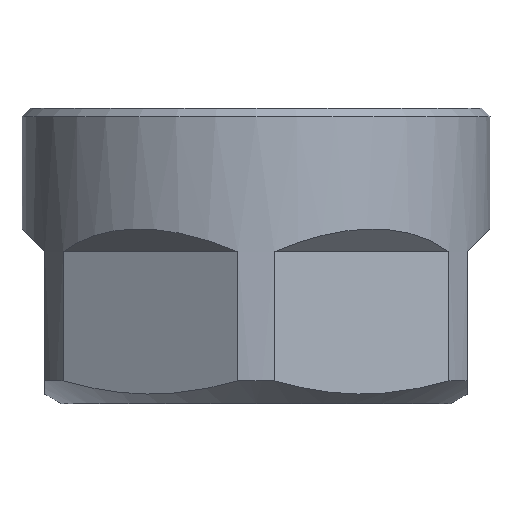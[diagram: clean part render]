
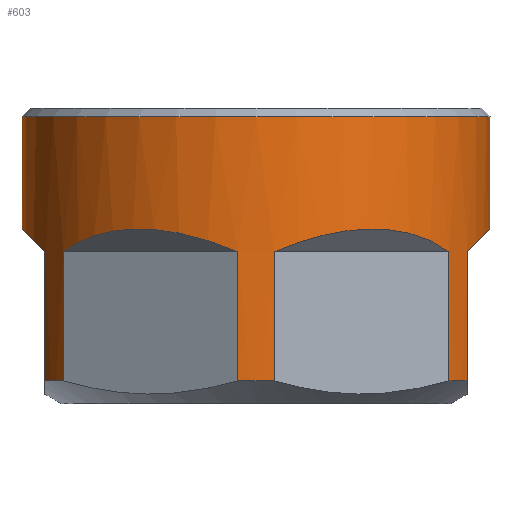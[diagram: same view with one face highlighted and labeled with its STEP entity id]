
A CAD part, left-side view. The second image highlights one B-rep face of the part: STEP entity #603.
In plain terms, the highlighted cylindrical face has radius 13.85 mm (diameter 27.7 mm), a full revolution.
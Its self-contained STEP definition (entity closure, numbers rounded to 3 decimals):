
#26=CYLINDRICAL_SURFACE('',#660,13.85);
#28=CIRCLE('',#625,13.85);
#29=CIRCLE('',#626,13.85);
#30=CIRCLE('',#627,13.85);
#31=CIRCLE('',#628,13.85);
#32=CIRCLE('',#629,13.85);
#33=CIRCLE('',#630,13.85);
#40=CIRCLE('',#643,13.85);
#51=ELLIPSE('',#612,19.587,13.85);
#52=ELLIPSE('',#615,19.587,13.85);
#53=ELLIPSE('',#618,19.587,13.85);
#54=ELLIPSE('',#621,19.587,13.85);
#55=ELLIPSE('',#659,19.587,13.85);
#56=ELLIPSE('',#661,19.587,13.85);
#57=LINE('',#798,#75);
#59=LINE('',#802,#77);
#61=LINE('',#816,#79);
#62=LINE('',#817,#80);
#64=LINE('',#831,#82);
#65=LINE('',#832,#83);
#67=LINE('',#846,#85);
#68=LINE('',#847,#86);
#70=LINE('',#861,#88);
#71=LINE('',#862,#89);
#72=LINE('',#919,#90);
#74=LINE('',#923,#92);
#75=VECTOR('',#667,1000.);
#77=VECTOR('',#669,1000.);
#79=VECTOR('',#677,1000.);
#80=VECTOR('',#678,1000.);
#82=VECTOR('',#686,1000.);
#83=VECTOR('',#687,1000.);
#85=VECTOR('',#695,1000.);
#86=VECTOR('',#696,1000.);
#88=VECTOR('',#704,1000.);
#89=VECTOR('',#705,1000.);
#90=VECTOR('',#776,1000.);
#92=VECTOR('',#778,1000.);
#166=ORIENTED_EDGE('',*,*,#231,.F.);
#167=ORIENTED_EDGE('',*,*,#218,.T.);
#168=ORIENTED_EDGE('',*,*,#196,.T.);
#169=ORIENTED_EDGE('',*,*,#242,.F.);
#170=ORIENTED_EDGE('',*,*,#194,.F.);
#171=ORIENTED_EDGE('',*,*,#224,.T.);
#172=ORIENTED_EDGE('',*,*,#201,.T.);
#173=ORIENTED_EDGE('',*,*,#198,.F.);
#174=ORIENTED_EDGE('',*,*,#200,.F.);
#175=ORIENTED_EDGE('',*,*,#223,.T.);
#176=ORIENTED_EDGE('',*,*,#206,.T.);
#177=ORIENTED_EDGE('',*,*,#203,.F.);
#178=ORIENTED_EDGE('',*,*,#205,.F.);
#179=ORIENTED_EDGE('',*,*,#222,.T.);
#180=ORIENTED_EDGE('',*,*,#211,.T.);
#181=ORIENTED_EDGE('',*,*,#208,.F.);
#182=ORIENTED_EDGE('',*,*,#210,.F.);
#183=ORIENTED_EDGE('',*,*,#221,.T.);
#184=ORIENTED_EDGE('',*,*,#216,.T.);
#185=ORIENTED_EDGE('',*,*,#213,.F.);
#186=ORIENTED_EDGE('',*,*,#215,.F.);
#187=ORIENTED_EDGE('',*,*,#220,.T.);
#188=ORIENTED_EDGE('',*,*,#240,.T.);
#189=ORIENTED_EDGE('',*,*,#241,.F.);
#190=ORIENTED_EDGE('',*,*,#238,.F.);
#194=EDGE_CURVE('',#244,#245,#57,.T.);
#196=EDGE_CURVE('',#243,#246,#59,.T.);
#198=EDGE_CURVE('',#248,#247,#51,.T.);
#200=EDGE_CURVE('',#250,#248,#61,.T.);
#201=EDGE_CURVE('',#249,#247,#62,.T.);
#203=EDGE_CURVE('',#252,#251,#52,.T.);
#205=EDGE_CURVE('',#254,#252,#64,.T.);
#206=EDGE_CURVE('',#253,#251,#65,.T.);
#208=EDGE_CURVE('',#256,#255,#53,.T.);
#210=EDGE_CURVE('',#258,#256,#67,.T.);
#211=EDGE_CURVE('',#257,#255,#68,.T.);
#213=EDGE_CURVE('',#260,#259,#54,.T.);
#215=EDGE_CURVE('',#262,#260,#70,.T.);
#216=EDGE_CURVE('',#261,#259,#71,.T.);
#218=EDGE_CURVE('',#264,#243,#28,.T.);
#220=EDGE_CURVE('',#262,#265,#29,.T.);
#221=EDGE_CURVE('',#258,#261,#30,.T.);
#222=EDGE_CURVE('',#254,#257,#31,.T.);
#223=EDGE_CURVE('',#250,#253,#32,.T.);
#224=EDGE_CURVE('',#244,#249,#33,.T.);
#231=EDGE_CURVE('',#272,#272,#40,.T.);
#238=EDGE_CURVE('',#264,#279,#72,.T.);
#240=EDGE_CURVE('',#265,#280,#74,.T.);
#241=EDGE_CURVE('',#279,#280,#55,.T.);
#242=EDGE_CURVE('',#245,#246,#56,.T.);
#243=VERTEX_POINT('',#796);
#244=VERTEX_POINT('',#797);
#245=VERTEX_POINT('',#799);
#246=VERTEX_POINT('',#801);
#247=VERTEX_POINT('',#805);
#248=VERTEX_POINT('',#806);
#249=VERTEX_POINT('',#814);
#250=VERTEX_POINT('',#815);
#251=VERTEX_POINT('',#820);
#252=VERTEX_POINT('',#821);
#253=VERTEX_POINT('',#829);
#254=VERTEX_POINT('',#830);
#255=VERTEX_POINT('',#835);
#256=VERTEX_POINT('',#836);
#257=VERTEX_POINT('',#844);
#258=VERTEX_POINT('',#845);
#259=VERTEX_POINT('',#850);
#260=VERTEX_POINT('',#851);
#261=VERTEX_POINT('',#859);
#262=VERTEX_POINT('',#860);
#264=VERTEX_POINT('',#867);
#265=VERTEX_POINT('',#873);
#272=VERTEX_POINT('',#898);
#279=VERTEX_POINT('',#920);
#280=VERTEX_POINT('',#922);
#326=EDGE_LOOP('',(#166));
#327=EDGE_LOOP('',(#167,#168,#169,#170,#171,#172,#173,#174,#175,#176,#177,
#178,#179,#180,#181,#182,#183,#184,#185,#186,#187,#188,#189,#190));
#368=FACE_BOUND('',#326,.T.);
#369=FACE_BOUND('',#327,.T.);
#603=ADVANCED_FACE('',(#368,#369),#26,.T.);
#612=AXIS2_PLACEMENT_3D('',#807,#673,#674);
#615=AXIS2_PLACEMENT_3D('',#822,#682,#683);
#618=AXIS2_PLACEMENT_3D('',#837,#691,#692);
#621=AXIS2_PLACEMENT_3D('',#852,#700,#701);
#625=AXIS2_PLACEMENT_3D('',#866,#710,#711);
#626=AXIS2_PLACEMENT_3D('',#874,#712,#713);
#627=AXIS2_PLACEMENT_3D('',#875,#714,#715);
#628=AXIS2_PLACEMENT_3D('',#876,#716,#717);
#629=AXIS2_PLACEMENT_3D('',#877,#718,#719);
#630=AXIS2_PLACEMENT_3D('',#878,#720,#721);
#643=AXIS2_PLACEMENT_3D('',#897,#746,#747);
#659=AXIS2_PLACEMENT_3D('',#925,#781,#782);
#660=AXIS2_PLACEMENT_3D('',#926,#783,#784);
#661=AXIS2_PLACEMENT_3D('',#927,#785,#786);
#667=DIRECTION('',(0.,0.,1.));
#669=DIRECTION('',(0.,0.,1.));
#673=DIRECTION('',(-0.612,-0.354,-0.707));
#674=DIRECTION('',(-0.612,-0.354,0.707));
#677=DIRECTION('',(0.,0.,1.));
#678=DIRECTION('',(0.,0.,1.));
#682=DIRECTION('',(0.,-0.707,-0.707));
#683=DIRECTION('',(0.,-0.707,0.707));
#686=DIRECTION('',(0.,0.,1.));
#687=DIRECTION('',(0.,0.,1.));
#691=DIRECTION('',(0.612,-0.354,-0.707));
#692=DIRECTION('',(0.612,-0.354,0.707));
#695=DIRECTION('',(0.,0.,1.));
#696=DIRECTION('',(0.,0.,1.));
#700=DIRECTION('',(0.612,0.354,-0.707));
#701=DIRECTION('',(0.612,0.354,0.707));
#704=DIRECTION('',(0.,0.,1.));
#705=DIRECTION('',(0.,0.,1.));
#710=DIRECTION('',(0.,0.,1.));
#711=DIRECTION('',(1.,0.,0.));
#712=DIRECTION('',(0.,0.,1.));
#713=DIRECTION('',(1.,0.,0.));
#714=DIRECTION('',(0.,0.,1.));
#715=DIRECTION('',(1.,0.,0.));
#716=DIRECTION('',(0.,0.,1.));
#717=DIRECTION('',(1.,0.,0.));
#718=DIRECTION('',(0.,0.,1.));
#719=DIRECTION('',(1.,0.,0.));
#720=DIRECTION('',(0.,0.,1.));
#721=DIRECTION('',(1.,0.,0.));
#746=DIRECTION('',(0.,0.,1.));
#747=DIRECTION('',(1.,0.,0.));
#776=DIRECTION('',(0.,0.,1.));
#778=DIRECTION('',(0.,0.,1.));
#781=DIRECTION('',(0.,0.707,-0.707));
#782=DIRECTION('',(0.,0.707,0.707));
#783=DIRECTION('',(0.,0.,-1.));
#784=DIRECTION('',(1.,0.,0.));
#785=DIRECTION('',(-0.612,0.354,-0.707));
#786=DIRECTION('',(-0.612,0.354,0.707));
#796=CARTESIAN_POINT('',(-7.843,11.415,1.357));
#797=CARTESIAN_POINT('',(-13.807,1.085,1.357));
#798=CARTESIAN_POINT('',(-13.807,1.085,0.));
#799=CARTESIAN_POINT('',(-13.807,1.085,9.));
#801=CARTESIAN_POINT('',(-7.843,11.415,9.));
#802=CARTESIAN_POINT('',(-7.843,11.415,0.));
#805=CARTESIAN_POINT('',(-13.807,-1.085,9.));
#806=CARTESIAN_POINT('',(-7.843,-11.415,9.));
#807=CARTESIAN_POINT('',(0.,0.,-3.5));
#814=CARTESIAN_POINT('',(-13.807,-1.085,1.357));
#815=CARTESIAN_POINT('',(-7.843,-11.415,1.357));
#816=CARTESIAN_POINT('',(-7.843,-11.415,0.));
#817=CARTESIAN_POINT('',(-13.807,-1.085,0.));
#820=CARTESIAN_POINT('',(-5.964,-12.5,9.));
#821=CARTESIAN_POINT('',(5.964,-12.5,9.));
#822=CARTESIAN_POINT('',(0.,0.,-3.5));
#829=CARTESIAN_POINT('',(-5.964,-12.5,1.357));
#830=CARTESIAN_POINT('',(5.964,-12.5,1.357));
#831=CARTESIAN_POINT('',(5.964,-12.5,0.));
#832=CARTESIAN_POINT('',(-5.964,-12.5,0.));
#835=CARTESIAN_POINT('',(7.843,-11.415,9.));
#836=CARTESIAN_POINT('',(13.807,-1.085,9.));
#837=CARTESIAN_POINT('',(0.,0.,-3.5));
#844=CARTESIAN_POINT('',(7.843,-11.415,1.357));
#845=CARTESIAN_POINT('',(13.807,-1.085,1.357));
#846=CARTESIAN_POINT('',(13.807,-1.085,0.));
#847=CARTESIAN_POINT('',(7.843,-11.415,0.));
#850=CARTESIAN_POINT('',(13.807,1.085,9.));
#851=CARTESIAN_POINT('',(7.843,11.415,9.));
#852=CARTESIAN_POINT('',(0.,0.,-3.5));
#859=CARTESIAN_POINT('',(13.807,1.085,1.357));
#860=CARTESIAN_POINT('',(7.843,11.415,1.357));
#861=CARTESIAN_POINT('',(7.843,11.415,0.));
#862=CARTESIAN_POINT('',(13.807,1.085,0.));
#866=CARTESIAN_POINT('',(0.,0.,1.357));
#867=CARTESIAN_POINT('',(-5.964,12.5,1.357));
#873=CARTESIAN_POINT('',(5.964,12.5,1.357));
#874=CARTESIAN_POINT('',(0.,0.,1.357));
#875=CARTESIAN_POINT('',(0.,0.,1.357));
#876=CARTESIAN_POINT('',(0.,0.,1.357));
#877=CARTESIAN_POINT('',(0.,0.,1.357));
#878=CARTESIAN_POINT('',(0.,0.,1.357));
#897=CARTESIAN_POINT('',(0.,0.,17.));
#898=CARTESIAN_POINT('',(13.85,0.,17.));
#919=CARTESIAN_POINT('',(-5.964,12.5,0.));
#920=CARTESIAN_POINT('',(-5.964,12.5,9.));
#922=CARTESIAN_POINT('',(5.964,12.5,9.));
#923=CARTESIAN_POINT('',(5.964,12.5,0.));
#925=CARTESIAN_POINT('',(0.,0.,-3.5));
#926=CARTESIAN_POINT('',(0.,0.,0.));
#927=CARTESIAN_POINT('',(0.,0.,-3.5));
